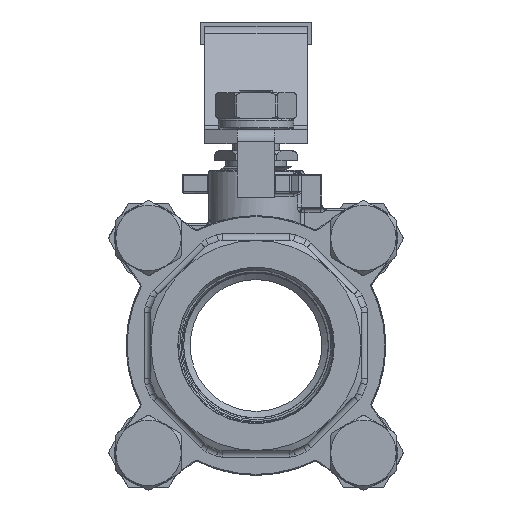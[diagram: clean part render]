
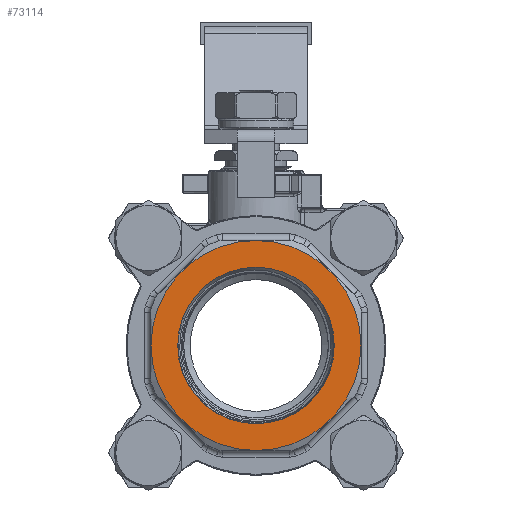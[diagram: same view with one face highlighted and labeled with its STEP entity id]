
A CAD part, left-side view. The second image highlights one B-rep face of the part: STEP entity #73114.
In plain terms, the highlighted planar face has unit normal (-1, 0, 0).
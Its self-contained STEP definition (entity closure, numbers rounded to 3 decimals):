
#73083=CARTESIAN_POINT('',(-55.0,-25.5,0.0));
#73084=VERTEX_POINT('',#73083);
#73085=CARTESIAN_POINT('',(-55.0,0.0,0.0));
#73086=DIRECTION('',(-1.0,0.0,0.0));
#73087=DIRECTION('',(0.0,-1.0,0.0));
#73088=AXIS2_PLACEMENT_3D('',#73085,#73086,#73087);
#73089=CIRCLE('',#73088,25.5);
#73090=EDGE_CURVE('',#73084,#73084,#73089,.T.);
#73095=CARTESIAN_POINT('',(-55.0,0.0,0.0));
#73096=DIRECTION('',(-1.0,0.0,0.0));
#73097=DIRECTION('',(0.0,0.0,1.0));
#73098=AXIS2_PLACEMENT_3D('',#73095,#73096,#73097);
#73099=PLANE('',#73098);
#73100=ORIENTED_EDGE('',*,*,#73090,.T.);
#73101=EDGE_LOOP('',(#73100));
#73102=FACE_OUTER_BOUND('',#73101,.T.);
#73103=CARTESIAN_POINT('',(-55.0,18.999,0.));
#73104=VERTEX_POINT('',#73103);
#73105=CARTESIAN_POINT('',(-55.0,0.0,0.0));
#73106=DIRECTION('',(-1.0,0.0,0.0));
#73107=DIRECTION('',(0.0,-1.0,0.0));
#73108=AXIS2_PLACEMENT_3D('',#73105,#73106,#73107);
#73109=CIRCLE('',#73108,18.999);
#73110=EDGE_CURVE('',#73104,#73104,#73109,.T.);
#73111=ORIENTED_EDGE('',*,*,#73110,.F.);
#73112=EDGE_LOOP('',(#73111));
#73113=FACE_BOUND('',#73112,.T.);
#73114=ADVANCED_FACE('',(#73102,#73113),#73099,.T.);
